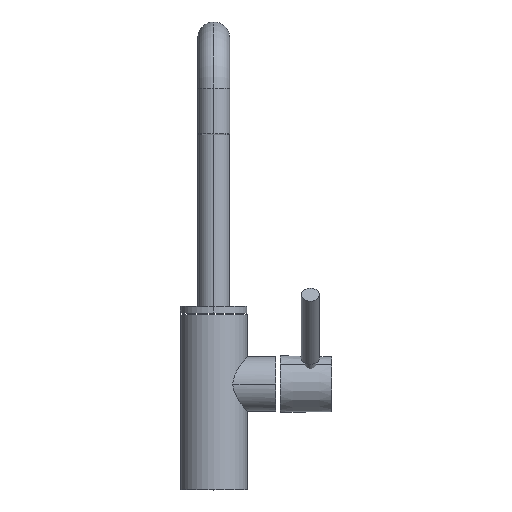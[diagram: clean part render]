
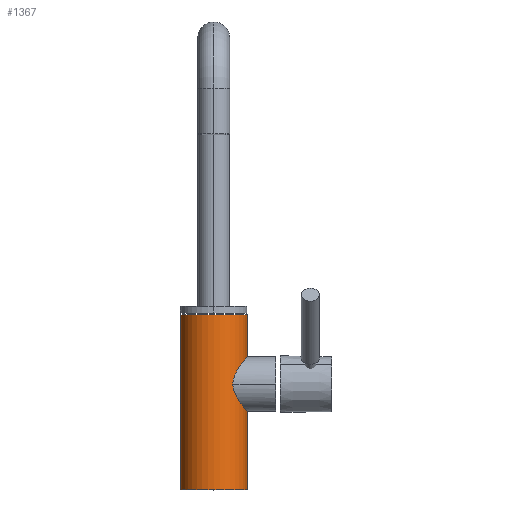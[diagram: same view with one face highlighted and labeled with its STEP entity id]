
A CAD part, top view. The second image highlights one B-rep face of the part: STEP entity #1367.
In plain terms, the highlighted cylindrical face has radius 22.05 mm (diameter 44.1 mm), a partial arc.
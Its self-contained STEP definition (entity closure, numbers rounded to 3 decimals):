
#4 = CARTESIAN_POINT ( 'NONE',  ( -22.05, 116., 0. ) ) ;
#9 = VERTEX_POINT ( 'NONE', #1643 ) ;
#80 = CARTESIAN_POINT ( 'NONE',  ( 0., 0., 0. ) ) ;
#119 = CARTESIAN_POINT ( 'NONE',  ( 0., 0., 0. ) ) ;
#134 = DIRECTION ( 'NONE',  ( 0., -1., 0. ) ) ;
#240 = LINE ( 'NONE', #718, #291 ) ;
#291 = VECTOR ( 'NONE', #1481, 1000. ) ;
#345 = EDGE_CURVE ( 'NONE', #894, #1103, #907, .T. ) ;
#487 = VECTOR ( 'NONE', #553, 1000. ) ;
#553 = DIRECTION ( 'NONE',  ( 0., -1., 0. ) ) ;
#622 = CIRCLE ( 'NONE', #1127, 22.05 ) ;
#718 = CARTESIAN_POINT ( 'NONE',  ( -22.05, 0., 0. ) ) ;
#742 = LINE ( 'NONE', #1934, #487 ) ;
#786 = EDGE_CURVE ( 'NONE', #9, #1345, #622, .T. ) ;
#813 = CARTESIAN_POINT ( 'NONE',  ( -22.05, 0., 0. ) ) ;
#894 = VERTEX_POINT ( 'NONE', #1356 ) ;
#907 = CIRCLE ( 'NONE', #1473, 22.05 ) ;
#915 = AXIS2_PLACEMENT_3D ( 'NONE', #80, #1912, #1759 ) ;
#1096 = CARTESIAN_POINT ( 'NONE',  ( 0., 116., 0. ) ) ;
#1103 = VERTEX_POINT ( 'NONE', #4 ) ;
#1127 = AXIS2_PLACEMENT_3D ( 'NONE', #119, #1372, #1839 ) ;
#1135 = CYLINDRICAL_SURFACE ( 'NONE', #915, 22.05 ) ;
#1139 = ORIENTED_EDGE ( 'NONE', *, *, #786, .F. ) ;
#1323 = ORIENTED_EDGE ( 'NONE', *, *, #345, .T. ) ;
#1345 = VERTEX_POINT ( 'NONE', #813 ) ;
#1356 = CARTESIAN_POINT ( 'NONE',  ( 22.05, 116., 0. ) ) ;
#1367 = ADVANCED_FACE ( 'NONE', ( #1767 ), #1135, .T. ) ;
#1372 = DIRECTION ( 'NONE',  ( 0., -1., 0. ) ) ;
#1416 = ORIENTED_EDGE ( 'NONE', *, *, #1988, .T. ) ;
#1473 = AXIS2_PLACEMENT_3D ( 'NONE', #1096, #134, #1695 ) ;
#1481 = DIRECTION ( 'NONE',  ( 0., -1., 0. ) ) ;
#1643 = CARTESIAN_POINT ( 'NONE',  ( 22.05, 0., 0. ) ) ;
#1695 = DIRECTION ( 'NONE',  ( 1., 0., 0. ) ) ;
#1708 = EDGE_LOOP ( 'NONE', ( #1323, #1416, #1139, #1863 ) ) ;
#1759 = DIRECTION ( 'NONE',  ( 1., 0., 0. ) ) ;
#1767 = FACE_OUTER_BOUND ( 'NONE', #1708, .T. ) ;
#1839 = DIRECTION ( 'NONE',  ( 1., 0., 0. ) ) ;
#1863 = ORIENTED_EDGE ( 'NONE', *, *, #1970, .F. ) ;
#1912 = DIRECTION ( 'NONE',  ( 0., -1., 0. ) ) ;
#1934 = CARTESIAN_POINT ( 'NONE',  ( 22.05, 0., 0. ) ) ;
#1970 = EDGE_CURVE ( 'NONE', #894, #9, #742, .T. ) ;
#1988 = EDGE_CURVE ( 'NONE', #1103, #1345, #240, .T. ) ;
